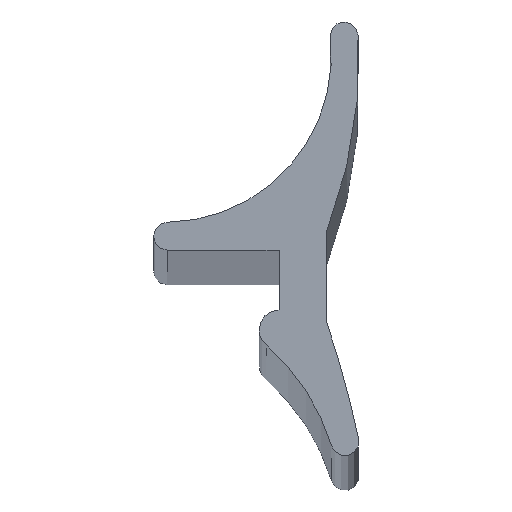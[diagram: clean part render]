
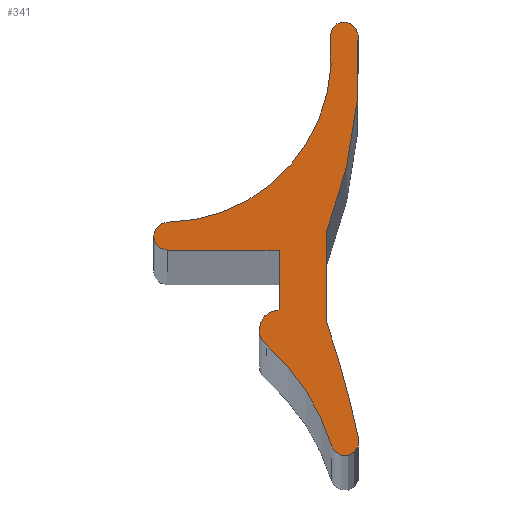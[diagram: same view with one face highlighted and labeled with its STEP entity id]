
A CAD part, top view. The second image highlights one B-rep face of the part: STEP entity #341.
In plain terms, the highlighted planar face has unit normal (0, 0, 1).
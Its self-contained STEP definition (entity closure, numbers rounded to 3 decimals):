
#4 = EDGE_CURVE ( 'NONE', #368, #320, #492, .T. ) ;
#10 = VERTEX_POINT ( 'NONE', #553 ) ;
#16 = VERTEX_POINT ( 'NONE', #246 ) ;
#17 = VECTOR ( 'NONE', #322, 1000. ) ;
#18 = DIRECTION ( 'NONE',  ( 0., 0., -1. ) ) ;
#21 = DIRECTION ( 'NONE',  ( -1., 0., 0. ) ) ;
#24 = EDGE_LOOP ( 'NONE', ( #279, #192, #68, #491, #252, #97, #242, #83, #264, #307, #163, #524, #29, #350 ) ) ;
#25 = CARTESIAN_POINT ( 'NONE',  ( 10., 8., 500. ) ) ;
#28 = DIRECTION ( 'NONE',  ( 0., 0., -1. ) ) ;
#29 = ORIENTED_EDGE ( 'NONE', *, *, #230, .F. ) ;
#48 = AXIS2_PLACEMENT_3D ( 'NONE', #25, #67, #425 ) ;
#51 = FACE_OUTER_BOUND ( 'NONE', #24, .T. ) ;
#60 = LINE ( 'NONE', #231, #17 ) ;
#61 = CARTESIAN_POINT ( 'NONE',  ( 11.633, 15.374, 500. ) ) ;
#67 = DIRECTION ( 'NONE',  ( 0., 0., -1. ) ) ;
#68 = ORIENTED_EDGE ( 'NONE', *, *, #361, .F. ) ;
#73 = PLANE ( 'NONE',  #178 ) ;
#74 = VERTEX_POINT ( 'NONE', #449 ) ;
#77 = EDGE_CURVE ( 'NONE', #552, #89, #84, .T. ) ;
#79 = CARTESIAN_POINT ( 'NONE',  ( 6.129, 10., 500. ) ) ;
#83 = ORIENTED_EDGE ( 'NONE', *, *, #424, .F. ) ;
#84 = CIRCLE ( 'NONE', #88, 0.35 ) ;
#88 = AXIS2_PLACEMENT_3D ( 'NONE', #61, #266, #401 ) ;
#89 = VERTEX_POINT ( 'NONE', #312 ) ;
#91 = CARTESIAN_POINT ( 'NONE',  ( 11.315, 5.093, 500. ) ) ;
#97 = ORIENTED_EDGE ( 'NONE', *, *, #77, .F. ) ;
#100 = CARTESIAN_POINT ( 'NONE',  ( 10., 8.5, 500. ) ) ;
#103 = CARTESIAN_POINT ( 'NONE',  ( 11.2, 8.174, 500. ) ) ;
#108 = CARTESIAN_POINT ( 'NONE',  ( 7.142, 14.868, 500. ) ) ;
#126 = CARTESIAN_POINT ( 'NONE',  ( 7.2, 10.35, 500. ) ) ;
#129 = CARTESIAN_POINT ( 'NONE',  ( 11.285, 15.334, 500. ) ) ;
#139 = DIRECTION ( 'NONE',  ( 0., 0., -1. ) ) ;
#145 = DIRECTION ( 'NONE',  ( -1., 0., 0. ) ) ;
#148 = CARTESIAN_POINT ( 'NONE',  ( 10., 8., 500. ) ) ;
#156 = EDGE_CURVE ( 'NONE', #16, #545, #161, .T. ) ;
#157 = CARTESIAN_POINT ( 'NONE',  ( 11.2, 3.523, 500. ) ) ;
#158 = VERTEX_POINT ( 'NONE', #100 ) ;
#161 = CIRCLE ( 'NONE', #455, 11.67 ) ;
#163 = ORIENTED_EDGE ( 'NONE', *, *, #181, .T. ) ;
#174 = VERTEX_POINT ( 'NONE', #91 ) ;
#178 = AXIS2_PLACEMENT_3D ( 'NONE', #461, #464, #281 ) ;
#181 = EDGE_CURVE ( 'NONE', #310, #158, #60, .T. ) ;
#183 = CIRCLE ( 'NONE', #338, 5.418 ) ;
#190 = DIRECTION ( 'NONE',  ( 0., 0., -1. ) ) ;
#192 = ORIENTED_EDGE ( 'NONE', *, *, #238, .F. ) ;
#195 = EDGE_CURVE ( 'NONE', #552, #513, #474, .T. ) ;
#215 = DIRECTION ( 'NONE',  ( 0., 0., 1. ) ) ;
#219 = AXIS2_PLACEMENT_3D ( 'NONE', #460, #28, #290 ) ;
#230 = EDGE_CURVE ( 'NONE', #74, #10, #243, .T. ) ;
#231 = CARTESIAN_POINT ( 'NONE',  ( 10., 10., 500. ) ) ;
#235 = CIRCLE ( 'NONE', #48, 0.5 ) ;
#238 = EDGE_CURVE ( 'NONE', #250, #468, #335, .T. ) ;
#240 = AXIS2_PLACEMENT_3D ( 'NONE', #546, #353, #380 ) ;
#241 = CARTESIAN_POINT ( 'NONE',  ( 10., 10., 500. ) ) ;
#242 = ORIENTED_EDGE ( 'NONE', *, *, #195, .T. ) ;
#243 = CIRCLE ( 'NONE', #295, 0.5 ) ;
#245 = AXIS2_PLACEMENT_3D ( 'NONE', #417, #540, #331 ) ;
#246 = CARTESIAN_POINT ( 'NONE',  ( 11.982, 15.393, 500. ) ) ;
#250 = VERTEX_POINT ( 'NONE', #103 ) ;
#251 = LINE ( 'NONE', #157, #308 ) ;
#252 = ORIENTED_EDGE ( 'NONE', *, *, #260, .F. ) ;
#253 = DIRECTION ( 'NONE',  ( 0., 0., -1. ) ) ;
#260 = EDGE_CURVE ( 'NONE', #89, #16, #303, .T. ) ;
#262 = VECTOR ( 'NONE', #296, 1000. ) ;
#264 = ORIENTED_EDGE ( 'NONE', *, *, #4, .F. ) ;
#266 = DIRECTION ( 'NONE',  ( 0., 0., -1. ) ) ;
#278 = DIRECTION ( 'NONE',  ( 0., 0., -1. ) ) ;
#279 = ORIENTED_EDGE ( 'NONE', *, *, #381, .F. ) ;
#280 = DIRECTION ( 'NONE',  ( -1., 0., 0. ) ) ;
#281 = DIRECTION ( 'NONE',  ( -1., 0., 0. ) ) ;
#290 = DIRECTION ( 'NONE',  ( -1., 0., 0. ) ) ;
#295 = AXIS2_PLACEMENT_3D ( 'NONE', #148, #278, #145 ) ;
#296 = DIRECTION ( 'NONE',  ( -1., 0., 0. ) ) ;
#301 = CARTESIAN_POINT ( 'NONE',  ( 7.196, 10.7, 500. ) ) ;
#303 = CIRCLE ( 'NONE', #219, 0.35 ) ;
#307 = ORIENTED_EDGE ( 'NONE', *, *, #450, .F. ) ;
#308 = VECTOR ( 'NONE', #332, 1000. ) ;
#310 = VERTEX_POINT ( 'NONE', #241 ) ;
#312 = CARTESIAN_POINT ( 'NONE',  ( 11.283, 15.374, 500. ) ) ;
#320 = VERTEX_POINT ( 'NONE', #423 ) ;
#322 = DIRECTION ( 'NONE',  ( 0., -1., 0. ) ) ;
#325 = AXIS2_PLACEMENT_3D ( 'NONE', #126, #253, #382 ) ;
#328 = LINE ( 'NONE', #79, #262 ) ;
#331 = DIRECTION ( 'NONE',  ( -1., 0., 0. ) ) ;
#332 = DIRECTION ( 'NONE',  ( 0., -1., 0. ) ) ;
#333 = EDGE_CURVE ( 'NONE', #10, #158, #235, .T. ) ;
#335 = CIRCLE ( 'NONE', #416, 25.45 ) ;
#338 = AXIS2_PLACEMENT_3D ( 'NONE', #389, #215, #342 ) ;
#339 = CARTESIAN_POINT ( 'NONE',  ( 11.2, 10.5, 500. ) ) ;
#341 = ADVANCED_FACE ( 'NONE', ( #51 ), #73, .F. ) ;
#342 = DIRECTION ( 'NONE',  ( -1., 0., 0. ) ) ;
#344 = CIRCLE ( 'NONE', #325, 0.35 ) ;
#350 = ORIENTED_EDGE ( 'NONE', *, *, #486, .F. ) ;
#353 = DIRECTION ( 'NONE',  ( 0., 0., -1. ) ) ;
#361 = EDGE_CURVE ( 'NONE', #545, #250, #251, .T. ) ;
#368 = VERTEX_POINT ( 'NONE', #462 ) ;
#380 = DIRECTION ( 'NONE',  ( -1., 0., 0. ) ) ;
#381 = EDGE_CURVE ( 'NONE', #468, #174, #537, .T. ) ;
#382 = DIRECTION ( 'NONE',  ( -1., 0., 0. ) ) ;
#389 = CARTESIAN_POINT ( 'NONE',  ( 6.129, 3.523, 500. ) ) ;
#401 = DIRECTION ( 'NONE',  ( -1., 0., 0. ) ) ;
#403 = CARTESIAN_POINT ( 'NONE',  ( 0.33, 14.746, 500. ) ) ;
#416 = AXIS2_PLACEMENT_3D ( 'NONE', #451, #18, #533 ) ;
#417 = CARTESIAN_POINT ( 'NONE',  ( 11.65, 5.194, 500. ) ) ;
#423 = CARTESIAN_POINT ( 'NONE',  ( 6.85, 10.35, 500. ) ) ;
#424 = EDGE_CURVE ( 'NONE', #320, #513, #344, .T. ) ;
#425 = DIRECTION ( 'NONE',  ( -1., 0., 0. ) ) ;
#449 = CARTESIAN_POINT ( 'NONE',  ( 9.673, 7.622, 500. ) ) ;
#450 = EDGE_CURVE ( 'NONE', #310, #368, #328, .T. ) ;
#451 = CARTESIAN_POINT ( 'NONE',  ( -12.916, 0.04, 500. ) ) ;
#455 = AXIS2_PLACEMENT_3D ( 'NONE', #403, #139, #280 ) ;
#460 = CARTESIAN_POINT ( 'NONE',  ( 11.633, 15.374, 500. ) ) ;
#461 = CARTESIAN_POINT ( 'NONE',  ( 6.129, 3.523, 500. ) ) ;
#462 = CARTESIAN_POINT ( 'NONE',  ( 7.2, 10., 500. ) ) ;
#464 = DIRECTION ( 'NONE',  ( 0., 0., -1. ) ) ;
#468 = VERTEX_POINT ( 'NONE', #512 ) ;
#474 = CIRCLE ( 'NONE', #517, 4.169 ) ;
#486 = EDGE_CURVE ( 'NONE', #174, #74, #183, .T. ) ;
#491 = ORIENTED_EDGE ( 'NONE', *, *, #156, .F. ) ;
#492 = CIRCLE ( 'NONE', #240, 0.35 ) ;
#512 = CARTESIAN_POINT ( 'NONE',  ( 11.993, 5.266, 500. ) ) ;
#513 = VERTEX_POINT ( 'NONE', #301 ) ;
#517 = AXIS2_PLACEMENT_3D ( 'NONE', #108, #190, #21 ) ;
#524 = ORIENTED_EDGE ( 'NONE', *, *, #333, .F. ) ;
#533 = DIRECTION ( 'NONE',  ( -1., 0., 0. ) ) ;
#537 = CIRCLE ( 'NONE', #245, 0.35 ) ;
#540 = DIRECTION ( 'NONE',  ( 0., 0., -1. ) ) ;
#545 = VERTEX_POINT ( 'NONE', #339 ) ;
#546 = CARTESIAN_POINT ( 'NONE',  ( 7.2, 10.35, 500. ) ) ;
#552 = VERTEX_POINT ( 'NONE', #129 ) ;
#553 = CARTESIAN_POINT ( 'NONE',  ( 9.5, 8., 500. ) ) ;
